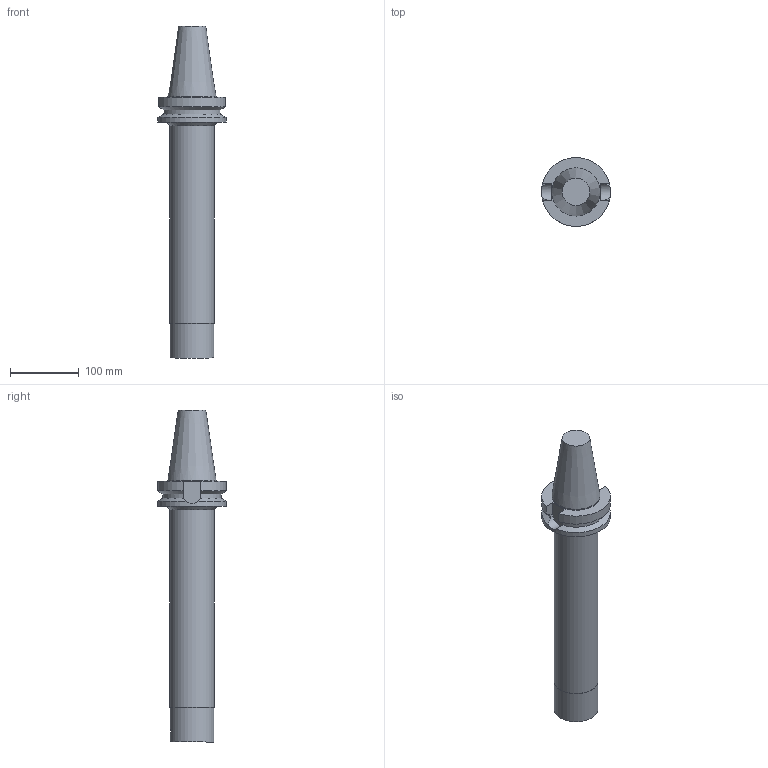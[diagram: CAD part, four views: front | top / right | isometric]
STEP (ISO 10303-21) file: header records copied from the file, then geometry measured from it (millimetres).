
FILE_DESCRIPTION((''),'1');
FILE_NAME('BBT50-CKB6DP-380.stp','2022-09-20T02:38:38',(''),(''),'Spatial Interop R21 SP3','Kubotek KeyCreator 2011 V10.0.2 (22737)',' ');
FILE_SCHEMA(('automotive_design'));
Length unit declared in the file: millimetre
Products named in the file (1): 240[2]
Bounding box: 100 x 100 x 481.8 mm (x, y, z)
Volume: 1556657.6 mm3; surface area: 118211.1 mm2
Topology: 1 solids, 1 shells, 32 faces, 78 edges, 51 vertices
Faces by surface type: cylinder 13, plane 12, cone 7
Full cylindrical faces by diameter (mm): 36 x1, 63.5 x1, 64 x1, 69.85 x1, 100 x1
Entity records: 1736 total; most frequent: CARTESIAN_POINT 308, DIRECTION 140, PRESENTATION_STYLE_ASSIGNMENT 132, COLOUR_RGB 132, ORIENTED_EDGE 132, STYLED_ITEM 99, CURVE_STYLE 99, DRAUGHTING_PRE_DEFINED_CURVE_FONT 99
